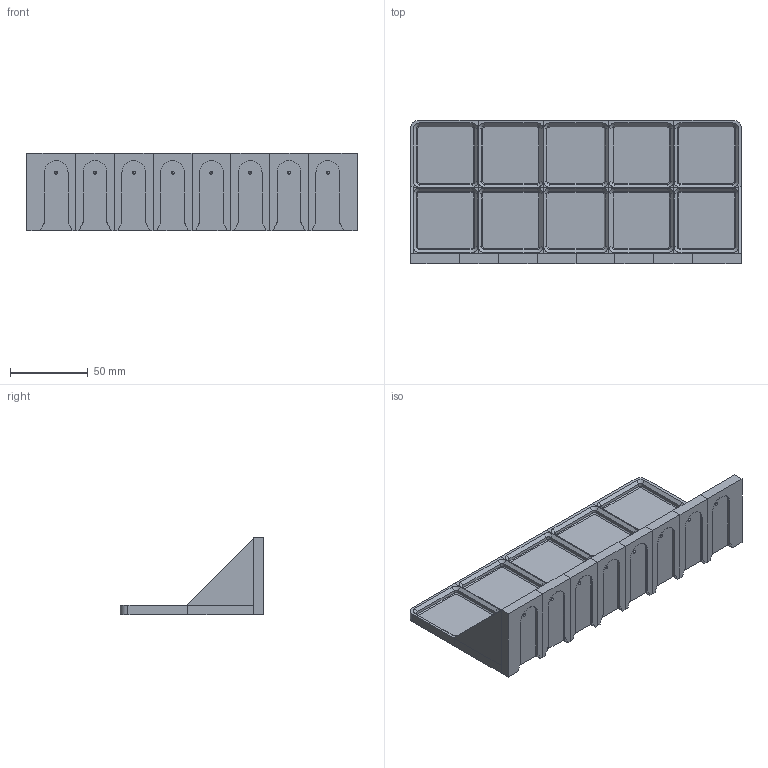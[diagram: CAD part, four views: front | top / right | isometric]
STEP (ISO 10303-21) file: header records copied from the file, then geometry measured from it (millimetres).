
FILE_DESCRIPTION(('HOOPS Exchange Step'),'2;1');
FILE_NAME('temp_export','2024-07-24T20:21:14+02:00',('ddanier'),('Shapr3D Limited'),'HOOPS Exchange 2024.2','Shapr3D','Authorized');
FILE_SCHEMA( ('AUTOMOTIVE_DESIGN { 1 0 10303 214 1 1 1 1 }') );
Length unit declared in the file: millimetre
Products named in the file (1): Gridfinity 5x2 shelve
Bounding box: 213 x 92.5 x 50 mm (x, y, z)
Volume: 88641.6 mm3; surface area: 90496.9 mm2
Topology: 20 solids, 20 shells, 474 faces, 1072 edges, 648 vertices
Faces by surface type: plane 304, cone 96, cylinder 58, bspline 16
Entity records: 13409 total; most frequent: CARTESIAN_POINT 2851, DIRECTION 2154, ORIENTED_EDGE 2128, EDGE_CURVE 1064, VECTOR 812, LINE 812, AXIS2_PLACEMENT_3D 671, VERTEX_POINT 648
